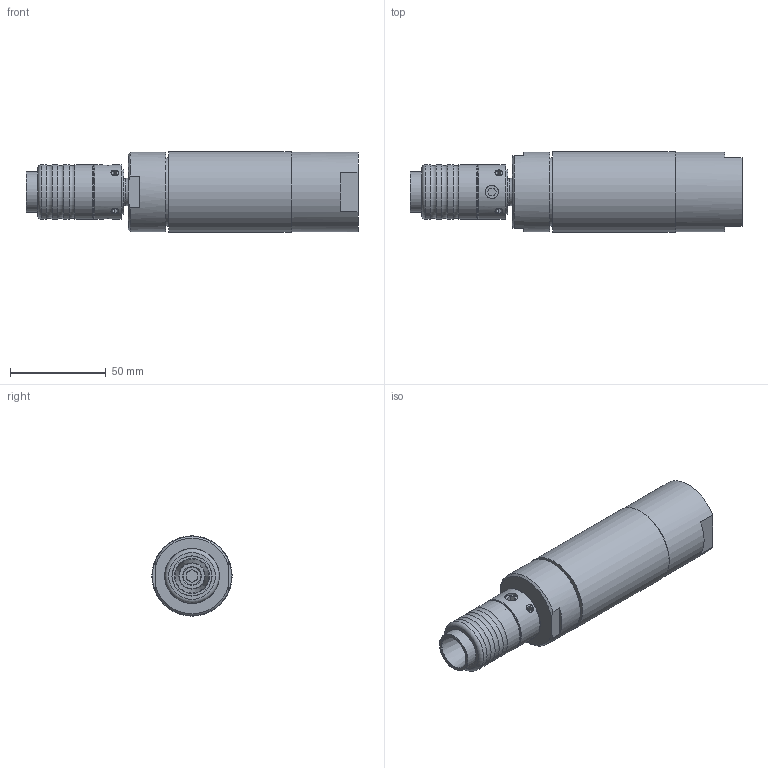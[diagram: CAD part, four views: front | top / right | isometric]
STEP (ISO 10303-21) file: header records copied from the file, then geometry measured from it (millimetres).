
FILE_DESCRIPTION(/* description */ (''),/* implementation_level */ '2;1');
FILE_NAME(/* name */ 'EBM 38-5200 WS_60038627.stp',/* time_stamp */ '2015-01-22T14:06:28+01:00',/* author */ ('ekoch'),/* organization */ (''),/* preprocessor_version */ 'ST-DEVELOPER v15.2',/* originating_system */ 'Autodesk Inventor 2014',/* authorisation */ '');
FILE_SCHEMA (('AUTOMOTIVE_DESIGN { 1 0 10303 214 3 1 1 }'));
Length unit declared in the file: millimetre
Products named in the file (1): EBM 38-5200 WS_60038627
Bounding box: 173.5 x 42 x 42 mm (x, y, z)
Volume: 185725.5 mm3; surface area: 27846.2 mm2
Topology: 1 solids, 8 shells, 277 faces, 675 edges, 446 vertices
Faces by surface type: plane 161, cylinder 59, cone 28, torus 12, sphere 10, bspline 7
Full cylindrical faces by diameter (mm): 4.2 x4, 6 x1, 6.8 x2, 9 x1, 11.445 x3, 13.9 x1, 14 x2, 14.95 x1, 16 x1, 21 x1, 23 x1, 27.182 x2, 27.3 x2, 28.4 x4, 28.6 x1, 36 x1, 41.5 x2, 42 x1
Entity records: 8445 total; most frequent: CARTESIAN_POINT 2080, DIRECTION 1202, ORIENTED_EDGE 1180, EDGE_CURVE 590, AXIS2_PLACEMENT_3D 417, VERTEX_POINT 414, LINE 368, VECTOR 368
